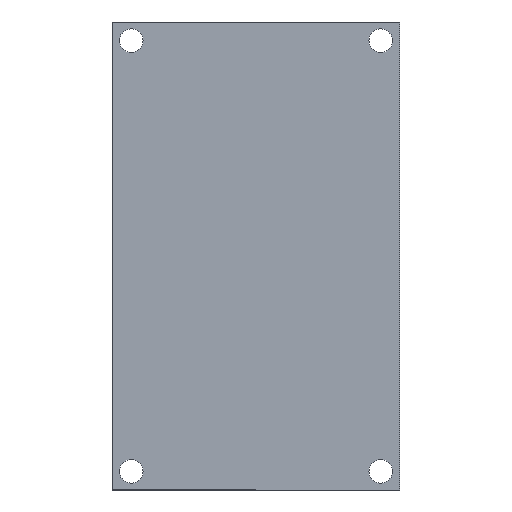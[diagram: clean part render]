
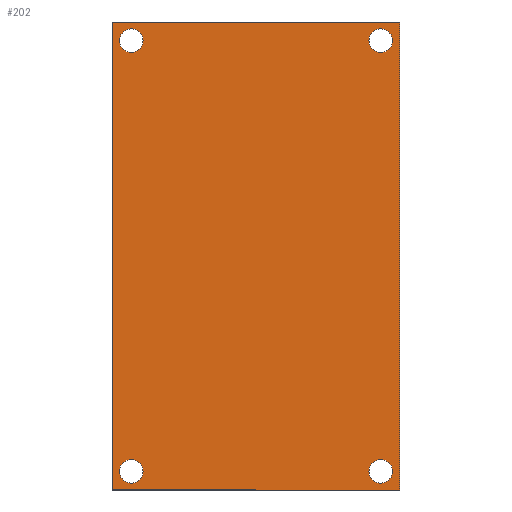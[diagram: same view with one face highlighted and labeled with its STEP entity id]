
A CAD part, front view. The second image highlights one B-rep face of the part: STEP entity #202.
In plain terms, the highlighted planar face has unit normal (0, -1, 0).
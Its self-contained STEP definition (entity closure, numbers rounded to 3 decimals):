
#23=FACE_BOUND('',#57,.T.);
#24=FACE_BOUND('',#58,.T.);
#25=FACE_BOUND('',#59,.T.);
#26=FACE_BOUND('',#60,.T.);
#32=PLANE('',#235);
#42=FACE_OUTER_BOUND('',#56,.T.);
#56=EDGE_LOOP('',(#181,#182,#183,#184));
#57=EDGE_LOOP('',(#185));
#58=EDGE_LOOP('',(#186));
#59=EDGE_LOOP('',(#187));
#60=EDGE_LOOP('',(#188));
#65=LINE('',#324,#81);
#69=LINE('',#332,#85);
#72=LINE('',#338,#88);
#75=LINE('',#343,#91);
#81=VECTOR('',#271,10.);
#85=VECTOR('',#277,10.);
#88=VECTOR('',#282,10.);
#91=VECTOR('',#287,10.);
#94=CIRCLE('',#220,0.95);
#96=CIRCLE('',#223,0.95);
#98=CIRCLE('',#226,0.95);
#100=CIRCLE('',#229,0.95);
#102=VERTEX_POINT('',#300);
#104=VERTEX_POINT('',#306);
#106=VERTEX_POINT('',#312);
#108=VERTEX_POINT('',#318);
#109=VERTEX_POINT('',#322);
#110=VERTEX_POINT('',#323);
#113=VERTEX_POINT('',#331);
#115=VERTEX_POINT('',#337);
#119=EDGE_CURVE('',#102,#102,#94,.T.);
#122=EDGE_CURVE('',#104,#104,#96,.T.);
#125=EDGE_CURVE('',#106,#106,#98,.T.);
#128=EDGE_CURVE('',#108,#108,#100,.T.);
#129=EDGE_CURVE('',#109,#110,#65,.T.);
#133=EDGE_CURVE('',#110,#113,#69,.T.);
#136=EDGE_CURVE('',#113,#115,#72,.T.);
#139=EDGE_CURVE('',#115,#109,#75,.T.);
#181=ORIENTED_EDGE('',*,*,#139,.T.);
#182=ORIENTED_EDGE('',*,*,#129,.T.);
#183=ORIENTED_EDGE('',*,*,#133,.T.);
#184=ORIENTED_EDGE('',*,*,#136,.T.);
#185=ORIENTED_EDGE('',*,*,#128,.F.);
#186=ORIENTED_EDGE('',*,*,#125,.F.);
#187=ORIENTED_EDGE('',*,*,#122,.F.);
#188=ORIENTED_EDGE('',*,*,#119,.F.);
#202=ADVANCED_FACE('',(#42,#23,#24,#25,#26),#32,.F.);
#220=AXIS2_PLACEMENT_3D('',#302,#246,#247);
#223=AXIS2_PLACEMENT_3D('',#308,#253,#254);
#226=AXIS2_PLACEMENT_3D('',#314,#260,#261);
#229=AXIS2_PLACEMENT_3D('',#320,#267,#268);
#235=AXIS2_PLACEMENT_3D('',#346,#291,#292);
#246=DIRECTION('center_axis',(0.,-1.,0.));
#247=DIRECTION('ref_axis',(1.,0.,0.));
#253=DIRECTION('center_axis',(0.,-1.,0.));
#254=DIRECTION('ref_axis',(1.,0.,0.));
#260=DIRECTION('center_axis',(0.,-1.,0.));
#261=DIRECTION('ref_axis',(1.,0.,0.));
#267=DIRECTION('center_axis',(0.,-1.,0.));
#268=DIRECTION('ref_axis',(1.,0.,0.));
#271=DIRECTION('',(0.,0.,1.));
#277=DIRECTION('',(-1.,0.,0.));
#282=DIRECTION('',(0.,0.,-1.));
#287=DIRECTION('',(1.,0.,0.));
#291=DIRECTION('center_axis',(0.,1.,0.));
#292=DIRECTION('ref_axis',(1.,0.,0.));
#300=CARTESIAN_POINT('',(-77.866,0.,1.5));
#302=CARTESIAN_POINT('Origin',(-76.916,0.,1.5));
#306=CARTESIAN_POINT('',(-57.866,0.,36.));
#308=CARTESIAN_POINT('Origin',(-56.916,0.,36.));
#312=CARTESIAN_POINT('',(-57.866,0.,1.5));
#314=CARTESIAN_POINT('Origin',(-56.916,0.,1.5));
#318=CARTESIAN_POINT('',(-77.866,0.,36.));
#320=CARTESIAN_POINT('Origin',(-76.916,0.,36.));
#322=CARTESIAN_POINT('',(-55.416,0.,0.));
#323=CARTESIAN_POINT('',(-55.416,0.,37.5));
#324=CARTESIAN_POINT('',(-55.416,0.,0.));
#331=CARTESIAN_POINT('',(-78.416,0.,37.5));
#332=CARTESIAN_POINT('',(-55.416,0.,37.5));
#337=CARTESIAN_POINT('',(-78.416,0.,0.));
#338=CARTESIAN_POINT('',(-78.416,0.,37.5));
#343=CARTESIAN_POINT('',(-78.416,0.,0.));
#346=CARTESIAN_POINT('Origin',(-66.916,0.,18.75));
